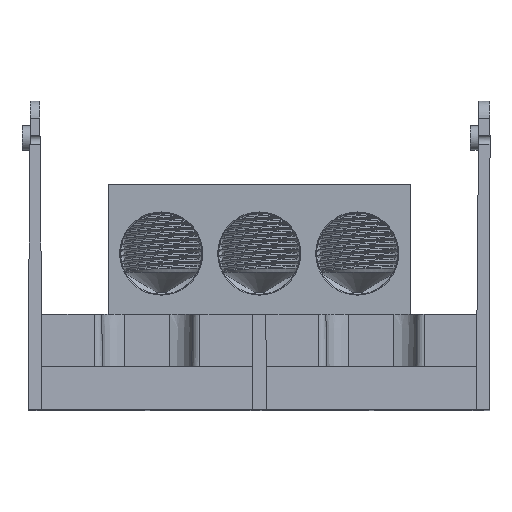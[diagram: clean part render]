
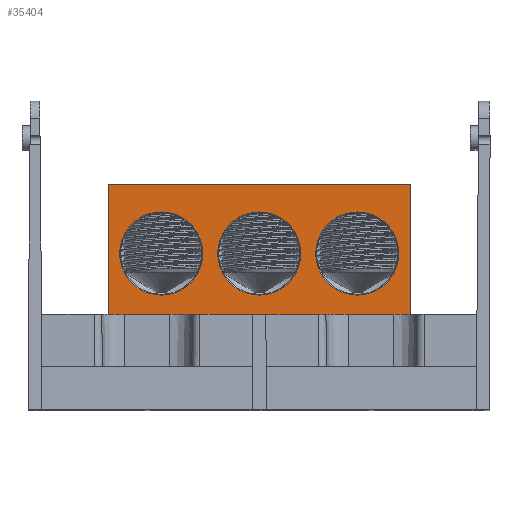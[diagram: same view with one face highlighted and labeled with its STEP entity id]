
A CAD part, top view. The second image highlights one B-rep face of the part: STEP entity #35404.
In plain terms, the highlighted planar face has unit normal (0, 0, 1).
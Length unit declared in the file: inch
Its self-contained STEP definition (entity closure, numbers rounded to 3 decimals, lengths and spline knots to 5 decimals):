
#86 = CARTESIAN_POINT ( 'NONE',  ( -0.45, 2.6, 1.75 ) ) ;
#258 = EDGE_CURVE ( 'NONE', #45598, #58208, #21551, .T. ) ;
#2464 = ORIENTED_EDGE ( 'NONE', *, *, #11797, .F. ) ;
#4540 = EDGE_LOOP ( 'NONE', ( #5980 ) ) ;
#4684 = DIRECTION ( 'NONE',  ( 0., 0., -1. ) ) ;
#4841 = FACE_BOUND ( 'NONE', #71139, .T. ) ;
#5105 = DIRECTION ( 'NONE',  ( -1., 0., 0. ) ) ;
#5980 = ORIENTED_EDGE ( 'NONE', *, *, #63956, .T. ) ;
#7418 = LINE ( 'NONE', #35733, #8131 ) ;
#7732 = CARTESIAN_POINT ( 'NONE',  ( -0.45, 1.1, 1.75 ) ) ;
#8131 = VECTOR ( 'NONE', #5105, 39.37008 ) ;
#9513 = VERTEX_POINT ( 'NONE', #51857 ) ;
#9704 = CARTESIAN_POINT ( 'NONE',  ( -0.45, 1.1, 1.75 ) ) ;
#10695 = VERTEX_POINT ( 'NONE', #73639 ) ;
#11797 = EDGE_CURVE ( 'NONE', #17537, #15056, #41540, .T. ) ;
#13396 = CIRCLE ( 'NONE', #53224, 0.47875 ) ;
#14232 = CARTESIAN_POINT ( 'NONE',  ( 3.03, 2.6, 1.75 ) ) ;
#14580 = LINE ( 'NONE', #78124, #55982 ) ;
#15056 = VERTEX_POINT ( 'NONE', #37828 ) ;
#15379 = CIRCLE ( 'NONE', #30110, 0.47875 ) ;
#16189 = CARTESIAN_POINT ( 'NONE',  ( 3.03, 1.1, 1.75 ) ) ;
#17537 = VERTEX_POINT ( 'NONE', #14232 ) ;
#17820 = DIRECTION ( 'NONE',  ( -1., 0., 0. ) ) ;
#18377 = EDGE_CURVE ( 'NONE', #15056, #58208, #14580, .T. ) ;
#20421 = ORIENTED_EDGE ( 'NONE', *, *, #18377, .F. ) ;
#21551 = LINE ( 'NONE', #9704, #68737 ) ;
#25701 = PLANE ( 'NONE',  #46318 ) ;
#25978 = DIRECTION ( 'NONE',  ( 0., 0., -1. ) ) ;
#27592 = CIRCLE ( 'NONE', #72545, 0.47875 ) ;
#28250 = DIRECTION ( 'NONE',  ( 0., -1., 0. ) ) ;
#30110 = AXIS2_PLACEMENT_3D ( 'NONE', #31697, #74792, #37869 ) ;
#31559 = DIRECTION ( 'NONE',  ( 0., 0., -1. ) ) ;
#31697 = CARTESIAN_POINT ( 'NONE',  ( 1.29, 1.8, 1.75 ) ) ;
#35404 = ADVANCED_FACE ( 'NONE', ( #4841, #64508, #65071, #66312 ), #25701, .F. ) ;
#35733 = CARTESIAN_POINT ( 'NONE',  ( 3.03, 2.6, 1.75 ) ) ;
#37828 = CARTESIAN_POINT ( 'NONE',  ( 3.03, 1.1, 1.75 ) ) ;
#37869 = DIRECTION ( 'NONE',  ( -1., 0., 0. ) ) ;
#39549 = EDGE_LOOP ( 'NONE', ( #65267 ) ) ;
#40229 = EDGE_CURVE ( 'NONE', #10695, #10695, #27592, .T. ) ;
#41487 = CARTESIAN_POINT ( 'NONE',  ( 0.162, 1.8, 1.75 ) ) ;
#41540 = LINE ( 'NONE', #16189, #41923 ) ;
#41923 = VECTOR ( 'NONE', #59230, 39.37008 ) ;
#42684 = ORIENTED_EDGE ( 'NONE', *, *, #73631, .T. ) ;
#45598 = VERTEX_POINT ( 'NONE', #86 ) ;
#46318 = AXIS2_PLACEMENT_3D ( 'NONE', #62796, #25978, #69031 ) ;
#47668 = DIRECTION ( 'NONE',  ( -1., 0., 0. ) ) ;
#51857 = CARTESIAN_POINT ( 'NONE',  ( 1.93925, 1.8, 1.75 ) ) ;
#52944 = EDGE_LOOP ( 'NONE', ( #69381, #20421, #2464, #65836 ) ) ;
#53224 = AXIS2_PLACEMENT_3D ( 'NONE', #68395, #31559, #74629 ) ;
#55982 = VECTOR ( 'NONE', #17820, 39.37008 ) ;
#57042 = CARTESIAN_POINT ( 'NONE',  ( 0.81125, 1.8, 1.75 ) ) ;
#57938 = EDGE_CURVE ( 'NONE', #17537, #45598, #7418, .T. ) ;
#58208 = VERTEX_POINT ( 'NONE', #7732 ) ;
#59230 = DIRECTION ( 'NONE',  ( 0., -1., 0. ) ) ;
#62796 = CARTESIAN_POINT ( 'NONE',  ( 3.03, 1.1, 1.75 ) ) ;
#63956 = EDGE_CURVE ( 'NONE', #65078, #65078, #15379, .T. ) ;
#64508 = FACE_BOUND ( 'NONE', #4540, .T. ) ;
#65071 = FACE_BOUND ( 'NONE', #39549, .T. ) ;
#65078 = VERTEX_POINT ( 'NONE', #57042 ) ;
#65267 = ORIENTED_EDGE ( 'NONE', *, *, #40229, .T. ) ;
#65836 = ORIENTED_EDGE ( 'NONE', *, *, #57938, .T. ) ;
#66312 = FACE_OUTER_BOUND ( 'NONE', #52944, .T. ) ;
#68395 = CARTESIAN_POINT ( 'NONE',  ( 2.418, 1.8, 1.75 ) ) ;
#68737 = VECTOR ( 'NONE', #28250, 39.37008 ) ;
#69031 = DIRECTION ( 'NONE',  ( -1., 0., 0. ) ) ;
#69381 = ORIENTED_EDGE ( 'NONE', *, *, #258, .T. ) ;
#71139 = EDGE_LOOP ( 'NONE', ( #42684 ) ) ;
#72545 = AXIS2_PLACEMENT_3D ( 'NONE', #41487, #4684, #47668 ) ;
#73631 = EDGE_CURVE ( 'NONE', #9513, #9513, #13396, .T. ) ;
#73639 = CARTESIAN_POINT ( 'NONE',  ( -0.31675, 1.8, 1.75 ) ) ;
#74629 = DIRECTION ( 'NONE',  ( -1., 0., 0. ) ) ;
#74792 = DIRECTION ( 'NONE',  ( 0., 0., -1. ) ) ;
#78124 = CARTESIAN_POINT ( 'NONE',  ( 3.03, 1.1, 1.75 ) ) ;
